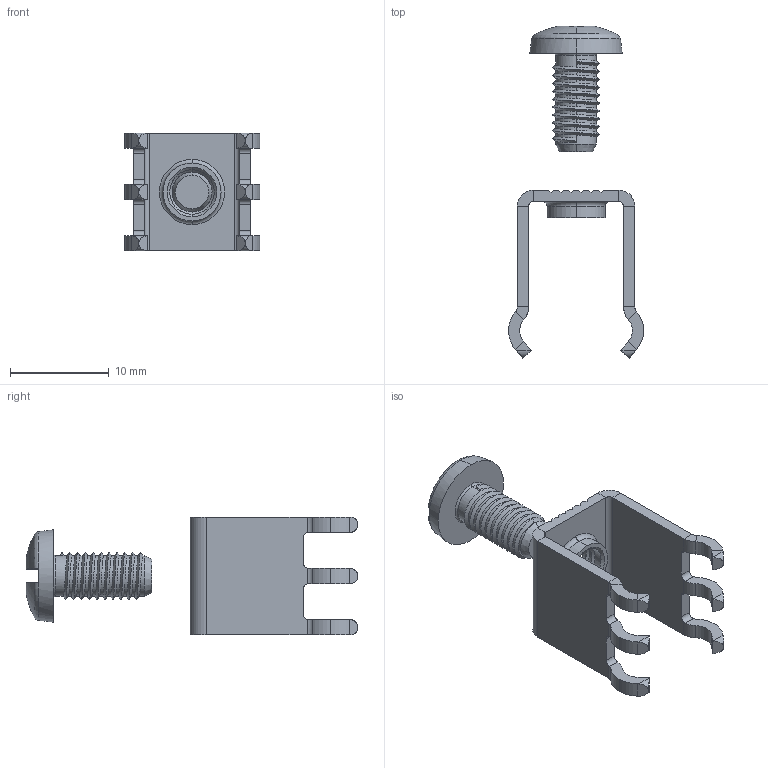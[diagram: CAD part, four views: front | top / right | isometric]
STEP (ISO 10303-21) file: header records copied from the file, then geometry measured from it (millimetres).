
FILE_DESCRIPTION (( 'STEP AP214' ), '1' );
FILE_NAME ('7808.STEP', '2008-07-09T16:35:49', ( 'Richard Maletta' ), ( '' ), 'SwSTEP 2.0', 'SolidWorks 2008', '' );
FILE_SCHEMA (( 'AUTOMOTIVE_DESIGN' ));
Length unit declared in the file: millimetre
Products named in the file (3): 7808-1; 7807; 7808
Assembly tree (2 placements, depth 2):
  7808
    7808-1
    7807
Bounding box: 13.71 x 33.68 x 11.94 mm (x, y, z)
Volume: 769.8 mm3; surface area: 1470.9 mm2
Topology: 2 solids, 2 shells, 226 faces, 593 edges, 371 vertices
Faces by surface type: plane 113, cylinder 86, cone 12, torus 11, bspline 4
Entity records: 7900 total; most frequent: CARTESIAN_POINT 2583, ORIENTED_EDGE 1182, DIRECTION 1032, EDGE_CURVE 591, VERTEX_POINT 371, AXIS2_PLACEMENT_3D 364, VECTOR 304, LINE 304
